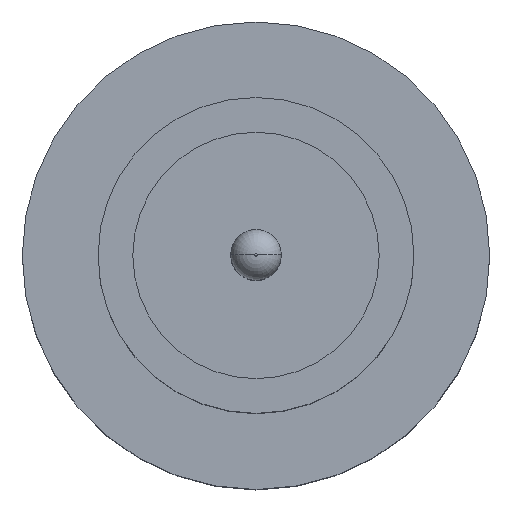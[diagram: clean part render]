
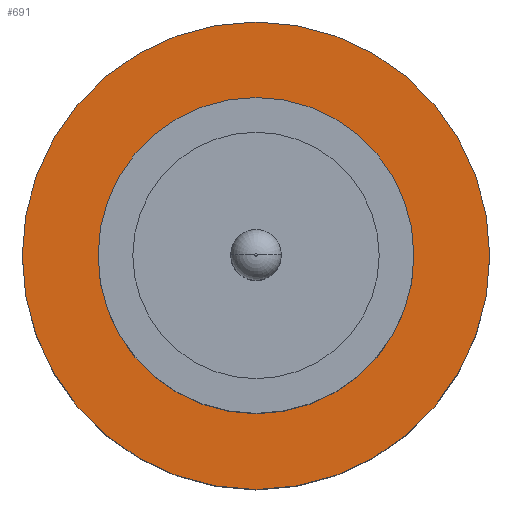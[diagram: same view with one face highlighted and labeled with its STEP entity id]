
A CAD part, top view. The second image highlights one B-rep face of the part: STEP entity #691.
In plain terms, the highlighted planar face has unit normal (0, 0, 1).
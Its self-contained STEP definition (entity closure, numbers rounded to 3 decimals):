
#6 = DIRECTION ( 'NONE',  ( 1., 0., 0. ) ) ;
#29 = CARTESIAN_POINT ( 'NONE',  ( -1.85, 0., 1.55 ) ) ;
#46 = ORIENTED_EDGE ( 'NONE', *, *, #380, .F. ) ;
#97 = DIRECTION ( 'NONE',  ( 0., 0., 1. ) ) ;
#111 = ORIENTED_EDGE ( 'NONE', *, *, #466, .T. ) ;
#173 = EDGE_CURVE ( 'NONE', #371, #180, #760, .T. ) ;
#180 = VERTEX_POINT ( 'NONE', #363 ) ;
#186 = CARTESIAN_POINT ( 'NONE',  ( 0., 0., 1.55 ) ) ;
#202 = DIRECTION ( 'NONE',  ( 0., 0., 1. ) ) ;
#207 = CARTESIAN_POINT ( 'NONE',  ( 0., 0., 1.55 ) ) ;
#209 = EDGE_LOOP ( 'NONE', ( #46, #347 ) ) ;
#223 = CARTESIAN_POINT ( 'NONE',  ( -1.25, 0., 1.55 ) ) ;
#237 = CARTESIAN_POINT ( 'NONE',  ( 0., 0., 1.55 ) ) ;
#245 = CIRCLE ( 'NONE', #502, 1.25 ) ;
#257 = DIRECTION ( 'NONE',  ( 0., 0., 1. ) ) ;
#262 = AXIS2_PLACEMENT_3D ( 'NONE', #715, #856, #6 ) ;
#273 = EDGE_CURVE ( 'NONE', #874, #300, #736, .T. ) ;
#300 = VERTEX_POINT ( 'NONE', #29 ) ;
#303 = DIRECTION ( 'NONE',  ( 1., 0., 0. ) ) ;
#313 = FACE_BOUND ( 'NONE', #209, .T. ) ;
#333 = DIRECTION ( 'NONE',  ( 1., 0., 0. ) ) ;
#342 = ORIENTED_EDGE ( 'NONE', *, *, #273, .T. ) ;
#345 = DIRECTION ( 'NONE',  ( 1., 0., 0. ) ) ;
#347 = ORIENTED_EDGE ( 'NONE', *, *, #173, .F. ) ;
#363 = CARTESIAN_POINT ( 'NONE',  ( 1.25, 0., 1.55 ) ) ;
#371 = VERTEX_POINT ( 'NONE', #223 ) ;
#380 = EDGE_CURVE ( 'NONE', #180, #371, #245, .T. ) ;
#423 = EDGE_LOOP ( 'NONE', ( #111, #342 ) ) ;
#440 = AXIS2_PLACEMENT_3D ( 'NONE', #207, #202, #345 ) ;
#466 = EDGE_CURVE ( 'NONE', #300, #874, #814, .T. ) ;
#487 = PLANE ( 'NONE',  #440 ) ;
#502 = AXIS2_PLACEMENT_3D ( 'NONE', #656, #642, #647 ) ;
#535 = CARTESIAN_POINT ( 'NONE',  ( 1.85, 0., 1.55 ) ) ;
#614 = FACE_OUTER_BOUND ( 'NONE', #423, .T. ) ;
#642 = DIRECTION ( 'NONE',  ( 0., 0., 1. ) ) ;
#647 = DIRECTION ( 'NONE',  ( 1., 0., 0. ) ) ;
#656 = CARTESIAN_POINT ( 'NONE',  ( 0., 0., 1.55 ) ) ;
#669 = AXIS2_PLACEMENT_3D ( 'NONE', #237, #97, #303 ) ;
#691 = ADVANCED_FACE ( 'NONE', ( #313, #614 ), #487, .T. ) ;
#715 = CARTESIAN_POINT ( 'NONE',  ( 0., 0., 1.55 ) ) ;
#736 = CIRCLE ( 'NONE', #896, 1.85 ) ;
#760 = CIRCLE ( 'NONE', #262, 1.25 ) ;
#814 = CIRCLE ( 'NONE', #669, 1.85 ) ;
#856 = DIRECTION ( 'NONE',  ( 0., 0., 1. ) ) ;
#874 = VERTEX_POINT ( 'NONE', #535 ) ;
#896 = AXIS2_PLACEMENT_3D ( 'NONE', #186, #257, #333 ) ;
